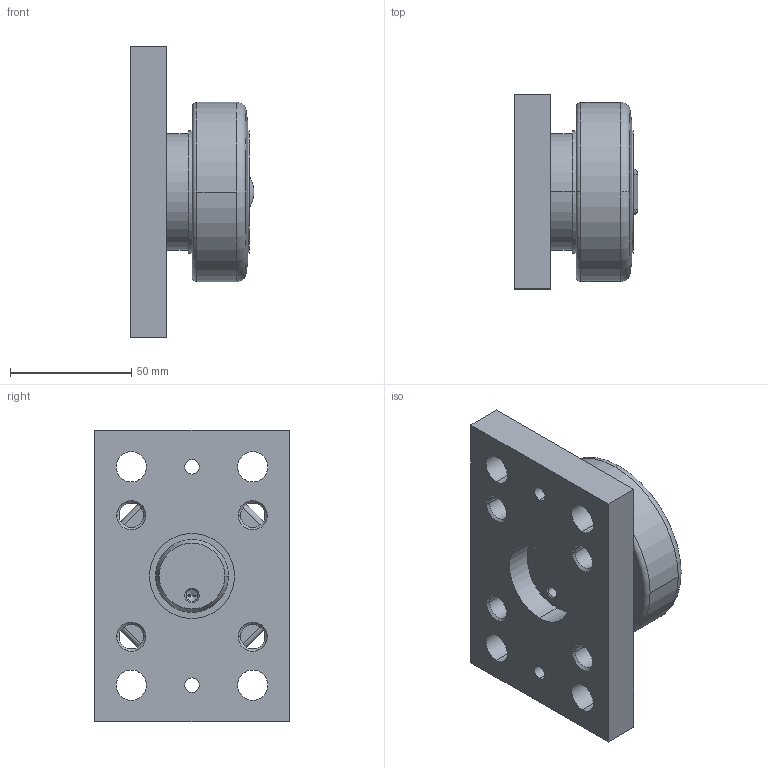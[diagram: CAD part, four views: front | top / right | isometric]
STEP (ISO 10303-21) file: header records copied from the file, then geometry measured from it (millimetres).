
FILE_DESCRIPTION(('STEP AP214'),'1');
FILE_NAME('PR_4_055_AP_1.stp','2016-05-28T11:24:25',('TraceParts'),('TraceParts S.A.'),'Spatial InterOp 3D',' ',' ');
FILE_SCHEMA(('automotive_design'));
Length unit declared in the file: millimetre
Products named in the file (1): 1
Bounding box: 51 x 80 x 120 mm (x, y, z)
Volume: 239989.2 mm3; surface area: 41117.4 mm2
Topology: 1 solids, 1 shells, 89 faces, 216 edges, 136 vertices
Faces by surface type: cylinder 36, cone 26, plane 21, torus 6
Entity records: 2830 total; most frequent: CARTESIAN_POINT 608, DIRECTION 501, ORIENTED_EDGE 428, EDGE_CURVE 214, AXIS2_PLACEMENT_3D 205, VERTEX_POINT 136, EDGE_LOOP 118, CIRCLE 115
